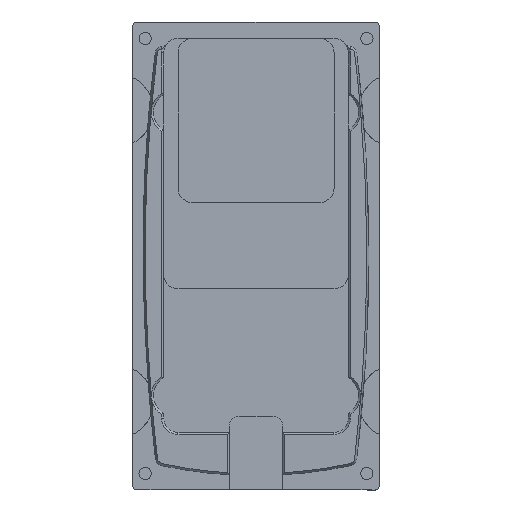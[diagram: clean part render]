
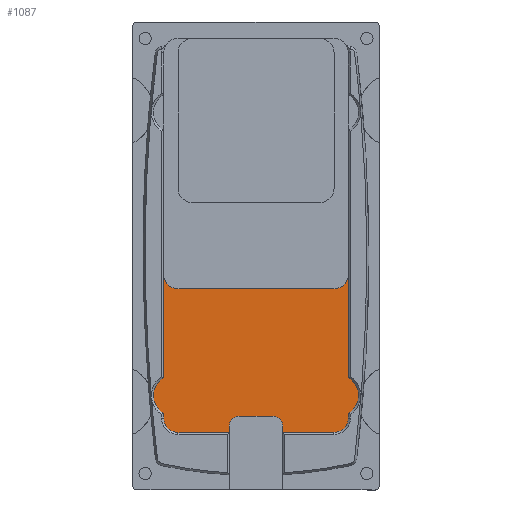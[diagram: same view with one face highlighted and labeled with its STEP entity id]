
A CAD part, front view. The second image highlights one B-rep face of the part: STEP entity #1087.
In plain terms, the highlighted planar face has unit normal (0, -1, 0).
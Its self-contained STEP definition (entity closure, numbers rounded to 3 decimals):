
#4 = EDGE_CURVE ( 'NONE', #1584, #2291, #912, .T. ) ;
#18 = AXIS2_PLACEMENT_3D ( 'NONE', #1564, #1881, #1231 ) ;
#26 = VERTEX_POINT ( 'NONE', #787 ) ;
#46 = CARTESIAN_POINT ( 'NONE',  ( -29.452, 5., 66.746 ) ) ;
#49 = ORIENTED_EDGE ( 'NONE', *, *, #1637, .T. ) ;
#162 = CARTESIAN_POINT ( 'NONE',  ( -16.952, 5., 65.246 ) ) ;
#180 = DIRECTION ( 'NONE',  ( 0., 1., 0. ) ) ;
#203 = EDGE_CURVE ( 'NONE', #3801, #3644, #2774, .T. ) ;
#219 = ORIENTED_EDGE ( 'NONE', *, *, #618, .T. ) ;
#228 = VERTEX_POINT ( 'NONE', #986 ) ;
#230 = EDGE_CURVE ( 'NONE', #858, #350, #694, .T. ) ;
#250 = VERTEX_POINT ( 'NONE', #46 ) ;
#268 = CARTESIAN_POINT ( 'NONE',  ( -29.452, 5., 31.746 ) ) ;
#276 = VERTEX_POINT ( 'NONE', #795 ) ;
#304 = DIRECTION ( 'NONE',  ( 0., -1., 0. ) ) ;
#335 = ORIENTED_EDGE ( 'NONE', *, *, #734, .T. ) ;
#339 = VERTEX_POINT ( 'NONE', #3447 ) ;
#343 = CARTESIAN_POINT ( 'NONE',  ( 9.548, 5., 57.746 ) ) ;
#350 = VERTEX_POINT ( 'NONE', #2894 ) ;
#359 = CIRCLE ( 'NONE', #1303, 5. ) ;
#397 = CIRCLE ( 'NONE', #2448, 5. ) ;
#437 = VECTOR ( 'NONE', #2030, 1000. ) ;
#449 = DIRECTION ( 'NONE',  ( 0., 0., -1. ) ) ;
#490 = ORIENTED_EDGE ( 'NONE', *, *, #2706, .T. ) ;
#551 = EDGE_CURVE ( 'NONE', #1882, #276, #1591, .T. ) ;
#581 = EDGE_CURVE ( 'NONE', #2384, #2291, #359, .T. ) ;
#618 = EDGE_CURVE ( 'NONE', #350, #2149, #1236, .T. ) ;
#631 = CARTESIAN_POINT ( 'NONE',  ( -29.452, 5., 28.246 ) ) ;
#635 = CIRCLE ( 'NONE', #3325, 2.5 ) ;
#636 = DIRECTION ( 'NONE',  ( 0., 0., -1. ) ) ;
#681 = DIRECTION ( 'NONE',  ( 0., -1., 0. ) ) ;
#694 = LINE ( 'NONE', #1890, #1181 ) ;
#734 = EDGE_CURVE ( 'NONE', #2324, #250, #2189, .T. ) ;
#739 = VECTOR ( 'NONE', #2168, 1000. ) ;
#745 = ORIENTED_EDGE ( 'NONE', *, *, #3358, .T. ) ;
#787 = CARTESIAN_POINT ( 'NONE',  ( -14.452, 5., 62.746 ) ) ;
#794 = LINE ( 'NONE', #2211, #2062 ) ;
#795 = CARTESIAN_POINT ( 'NONE',  ( -3.952, 5., 65.246 ) ) ;
#821 = EDGE_CURVE ( 'NONE', #26, #2260, #1869, .T. ) ;
#832 = DIRECTION ( 'NONE',  ( 0., 0., -1. ) ) ;
#858 = VERTEX_POINT ( 'NONE', #1121 ) ;
#912 = LINE ( 'NONE', #3517, #2743 ) ;
#986 = CARTESIAN_POINT ( 'NONE',  ( 8.548, 5., 31.746 ) ) ;
#1003 = CARTESIAN_POINT ( 'NONE',  ( -16.952, 5., 66.746 ) ) ;
#1087 = ADVANCED_FACE ( 'NONE', ( #3696 ), #2503, .T. ) ;
#1121 = CARTESIAN_POINT ( 'NONE',  ( -32.952, 5., 53.416 ) ) ;
#1129 = DIRECTION ( 'NONE',  ( 0., 0., -1. ) ) ;
#1181 = VECTOR ( 'NONE', #636, 1000. ) ;
#1197 = EDGE_CURVE ( 'NONE', #2384, #1267, #1703, .T. ) ;
#1202 = EDGE_CURVE ( 'NONE', #339, #1882, #3248, .T. ) ;
#1231 = DIRECTION ( 'NONE',  ( 0., 0., -1. ) ) ;
#1236 = CIRCLE ( 'NONE', #3509, 3.5 ) ;
#1267 = VERTEX_POINT ( 'NONE', #1444 ) ;
#1270 = CIRCLE ( 'NONE', #2582, 3.5 ) ;
#1299 = DIRECTION ( 'NONE',  ( 0., 1., 0. ) ) ;
#1303 = AXIS2_PLACEMENT_3D ( 'NONE', #343, #1570, #2770 ) ;
#1307 = ORIENTED_EDGE ( 'NONE', *, *, #1202, .T. ) ;
#1311 = VECTOR ( 'NONE', #2197, 1000. ) ;
#1320 = DIRECTION ( 'NONE',  ( -1., 0., 0. ) ) ;
#1323 = CARTESIAN_POINT ( 'NONE',  ( 12.048, 5., 53.416 ) ) ;
#1336 = ORIENTED_EDGE ( 'NONE', *, *, #2349, .F. ) ;
#1344 = CARTESIAN_POINT ( 'NONE',  ( 12.048, 5., 62.077 ) ) ;
#1374 = VECTOR ( 'NONE', #3623, 1000. ) ;
#1387 = DIRECTION ( 'NONE',  ( 0., 0., -1. ) ) ;
#1412 = ORIENTED_EDGE ( 'NONE', *, *, #1197, .F. ) ;
#1444 = CARTESIAN_POINT ( 'NONE',  ( 12.048, 5., 28.246 ) ) ;
#1471 = ORIENTED_EDGE ( 'NONE', *, *, #2537, .T. ) ;
#1564 = CARTESIAN_POINT ( 'NONE',  ( -29.452, 5., 63.246 ) ) ;
#1570 = DIRECTION ( 'NONE',  ( 0., -1., 0. ) ) ;
#1584 = VERTEX_POINT ( 'NONE', #1586 ) ;
#1586 = CARTESIAN_POINT ( 'NONE',  ( 12.048, 5., 63.246 ) ) ;
#1591 = LINE ( 'NONE', #3085, #739 ) ;
#1637 = EDGE_CURVE ( 'NONE', #250, #3801, #1712, .T. ) ;
#1687 = ORIENTED_EDGE ( 'NONE', *, *, #4, .F. ) ;
#1703 = LINE ( 'NONE', #2621, #1752 ) ;
#1712 = CIRCLE ( 'NONE', #18, 3.5 ) ;
#1752 = VECTOR ( 'NONE', #1387, 1000. ) ;
#1828 = DIRECTION ( 'NONE',  ( 0., 1., 0. ) ) ;
#1853 = EDGE_CURVE ( 'NONE', #228, #2149, #3054, .T. ) ;
#1869 = CIRCLE ( 'NONE', #3376, 2.5 ) ;
#1877 = DIRECTION ( 'NONE',  ( 0., 0., -1. ) ) ;
#1881 = DIRECTION ( 'NONE',  ( 0., -1., 0. ) ) ;
#1882 = VERTEX_POINT ( 'NONE', #3413 ) ;
#1890 = CARTESIAN_POINT ( 'NONE',  ( -32.952, 5., 0. ) ) ;
#1939 = DIRECTION ( 'NONE',  ( 0., -1., 0. ) ) ;
#1971 = EDGE_CURVE ( 'NONE', #26, #3754, #2257, .T. ) ;
#2030 = DIRECTION ( 'NONE',  ( -1., 0., 0. ) ) ;
#2038 = CARTESIAN_POINT ( 'NONE',  ( -32.952, 5., 62.077 ) ) ;
#2050 = CARTESIAN_POINT ( 'NONE',  ( -14.452, 5., 65.246 ) ) ;
#2062 = VECTOR ( 'NONE', #2228, 1000. ) ;
#2149 = VERTEX_POINT ( 'NONE', #268 ) ;
#2168 = DIRECTION ( 'NONE',  ( 0., 0., -1. ) ) ;
#2189 = LINE ( 'NONE', #3404, #2554 ) ;
#2190 = CIRCLE ( 'NONE', #2693, 3.5 ) ;
#2197 = DIRECTION ( 'NONE',  ( -1., 0., 0. ) ) ;
#2211 = CARTESIAN_POINT ( 'NONE',  ( -16.952, 5., 0. ) ) ;
#2228 = DIRECTION ( 'NONE',  ( 0., 0., -1. ) ) ;
#2257 = LINE ( 'NONE', #3733, #2557 ) ;
#2260 = VERTEX_POINT ( 'NONE', #162 ) ;
#2291 = VERTEX_POINT ( 'NONE', #1344 ) ;
#2324 = VERTEX_POINT ( 'NONE', #1003 ) ;
#2348 = ORIENTED_EDGE ( 'NONE', *, *, #230, .T. ) ;
#2349 = EDGE_CURVE ( 'NONE', #2324, #2260, #794, .T. ) ;
#2358 = DIRECTION ( 'NONE',  ( 0., 1., 0. ) ) ;
#2384 = VERTEX_POINT ( 'NONE', #1323 ) ;
#2434 = CARTESIAN_POINT ( 'NONE',  ( 8.548, 5., 63.246 ) ) ;
#2448 = AXIS2_PLACEMENT_3D ( 'NONE', #3885, #304, #1129 ) ;
#2454 = CARTESIAN_POINT ( 'NONE',  ( -32.952, 5., 31.746 ) ) ;
#2482 = ORIENTED_EDGE ( 'NONE', *, *, #3147, .T. ) ;
#2503 = PLANE ( 'NONE',  #2694 ) ;
#2537 = EDGE_CURVE ( 'NONE', #228, #1267, #2190, .T. ) ;
#2554 = VECTOR ( 'NONE', #1320, 1000. ) ;
#2557 = VECTOR ( 'NONE', #3791, 1000. ) ;
#2582 = AXIS2_PLACEMENT_3D ( 'NONE', #2434, #681, #1877 ) ;
#2621 = CARTESIAN_POINT ( 'NONE',  ( 12.048, 5., 0. ) ) ;
#2641 = ORIENTED_EDGE ( 'NONE', *, *, #821, .T. ) ;
#2693 = AXIS2_PLACEMENT_3D ( 'NONE', #2852, #1299, #3440 ) ;
#2694 = AXIS2_PLACEMENT_3D ( 'NONE', #3436, #1939, #449 ) ;
#2706 = EDGE_CURVE ( 'NONE', #276, #3754, #635, .T. ) ;
#2722 = CARTESIAN_POINT ( 'NONE',  ( -32.952, 5., 63.246 ) ) ;
#2743 = VECTOR ( 'NONE', #2989, 1000. ) ;
#2770 = DIRECTION ( 'NONE',  ( 0., 0., -1. ) ) ;
#2774 = LINE ( 'NONE', #3685, #1374 ) ;
#2852 = CARTESIAN_POINT ( 'NONE',  ( 8.548, 5., 28.246 ) ) ;
#2894 = CARTESIAN_POINT ( 'NONE',  ( -32.952, 5., 28.246 ) ) ;
#2983 = CARTESIAN_POINT ( 'NONE',  ( -6.452, 5., 62.746 ) ) ;
#2989 = DIRECTION ( 'NONE',  ( 0., 0., -1. ) ) ;
#3054 = LINE ( 'NONE', #2454, #1311 ) ;
#3085 = CARTESIAN_POINT ( 'NONE',  ( -3.952, 5., 0. ) ) ;
#3145 = DIRECTION ( 'NONE',  ( 0., 0., -1. ) ) ;
#3147 = EDGE_CURVE ( 'NONE', #1584, #339, #1270, .T. ) ;
#3200 = CARTESIAN_POINT ( 'NONE',  ( -6.452, 5., 65.246 ) ) ;
#3202 = EDGE_LOOP ( 'NONE', ( #335, #49, #3776, #745, #2348, #219, #3711, #1471, #1412, #3800, #1687, #2482, #1307, #3355, #490, #3732, #2641, #1336 ) ) ;
#3248 = LINE ( 'NONE', #3797, #437 ) ;
#3325 = AXIS2_PLACEMENT_3D ( 'NONE', #3200, #180, #832 ) ;
#3355 = ORIENTED_EDGE ( 'NONE', *, *, #551, .T. ) ;
#3358 = EDGE_CURVE ( 'NONE', #3644, #858, #397, .T. ) ;
#3376 = AXIS2_PLACEMENT_3D ( 'NONE', #2050, #2358, #3506 ) ;
#3404 = CARTESIAN_POINT ( 'NONE',  ( 0., 5., 66.746 ) ) ;
#3413 = CARTESIAN_POINT ( 'NONE',  ( -3.952, 5., 66.746 ) ) ;
#3436 = CARTESIAN_POINT ( 'NONE',  ( 0., 5., 0. ) ) ;
#3440 = DIRECTION ( 'NONE',  ( 0., 0., -1. ) ) ;
#3447 = CARTESIAN_POINT ( 'NONE',  ( 8.548, 5., 66.746 ) ) ;
#3506 = DIRECTION ( 'NONE',  ( 0., 0., -1. ) ) ;
#3509 = AXIS2_PLACEMENT_3D ( 'NONE', #631, #1828, #3145 ) ;
#3517 = CARTESIAN_POINT ( 'NONE',  ( 12.048, 5., 0. ) ) ;
#3623 = DIRECTION ( 'NONE',  ( 0., 0., -1. ) ) ;
#3644 = VERTEX_POINT ( 'NONE', #2038 ) ;
#3685 = CARTESIAN_POINT ( 'NONE',  ( -32.952, 5., 0. ) ) ;
#3696 = FACE_OUTER_BOUND ( 'NONE', #3202, .T. ) ;
#3711 = ORIENTED_EDGE ( 'NONE', *, *, #1853, .F. ) ;
#3732 = ORIENTED_EDGE ( 'NONE', *, *, #1971, .F. ) ;
#3733 = CARTESIAN_POINT ( 'NONE',  ( -16.952, 5., 62.746 ) ) ;
#3754 = VERTEX_POINT ( 'NONE', #2983 ) ;
#3776 = ORIENTED_EDGE ( 'NONE', *, *, #203, .T. ) ;
#3791 = DIRECTION ( 'NONE',  ( 1., 0., 0. ) ) ;
#3797 = CARTESIAN_POINT ( 'NONE',  ( 0., 5., 66.746 ) ) ;
#3800 = ORIENTED_EDGE ( 'NONE', *, *, #581, .T. ) ;
#3801 = VERTEX_POINT ( 'NONE', #2722 ) ;
#3885 = CARTESIAN_POINT ( 'NONE',  ( -30.452, 5., 57.746 ) ) ;
